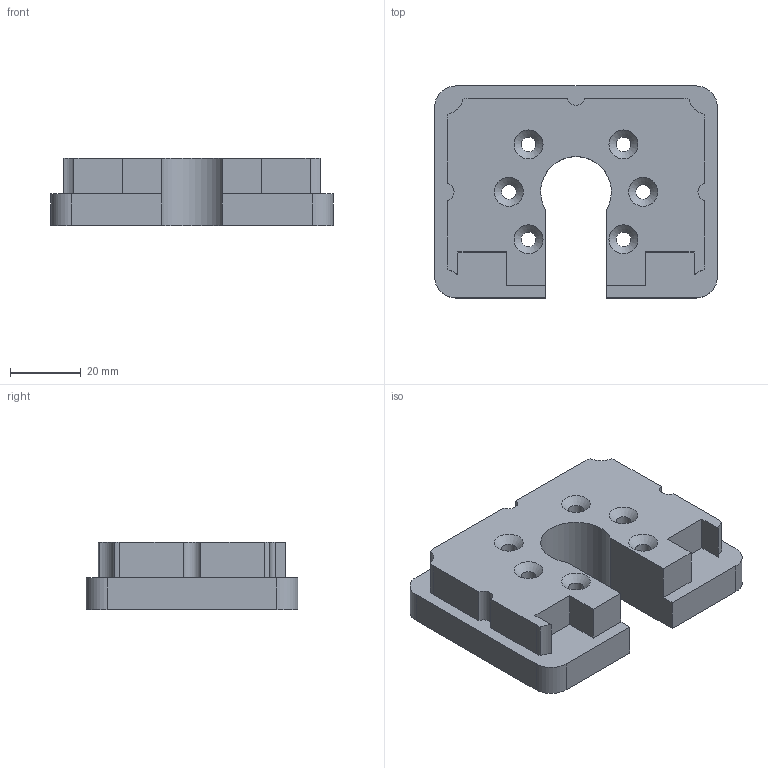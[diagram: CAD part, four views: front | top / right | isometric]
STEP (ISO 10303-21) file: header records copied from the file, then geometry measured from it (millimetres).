
FILE_DESCRIPTION(/* description */ (''),/* implementation_level */ '2;1');
FILE_NAME(/* name */ 'Yplate_rear.step',/* time_stamp */ '2024-03-04T21:19:10Z',/* author */ (''),/* organization */ (''),/* preprocessor_version */ 'ST-DEVELOPER v20',/* originating_system */ 'Autodesk Translation Framework v12.20.1.177',/* authorisation */ '');
FILE_SCHEMA (('AUTOMOTIVE_DESIGN { 1 0 10303 214 3 1 1 }'));
Length unit declared in the file: millimetre
Products named in the file (1): rear
Bounding box: 80 x 60 x 19 mm (x, y, z)
Volume: 64141 mm3; surface area: 16006.3 mm2
Topology: 1 solids, 1 shells, 54 faces, 150 edges, 98 vertices
Faces by surface type: plane 24, cylinder 24, cone 6
Full cylindrical faces by diameter (mm): 4.2 x6
Entity records: 1797 total; most frequent: DIRECTION 314, CARTESIAN_POINT 303, ORIENTED_EDGE 300, EDGE_CURVE 150, AXIS2_PLACEMENT_3D 109, VERTEX_POINT 98, LINE 96, VECTOR 96
